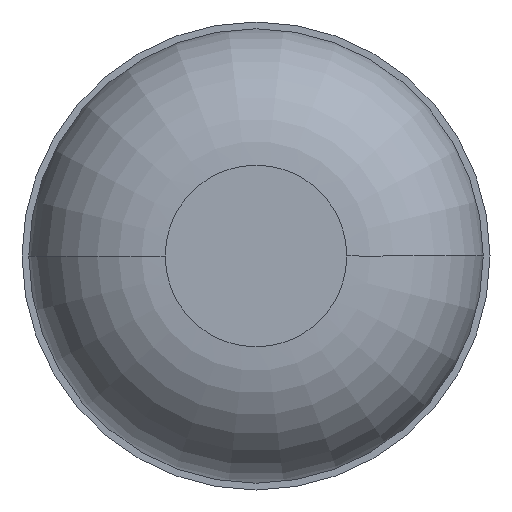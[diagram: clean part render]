
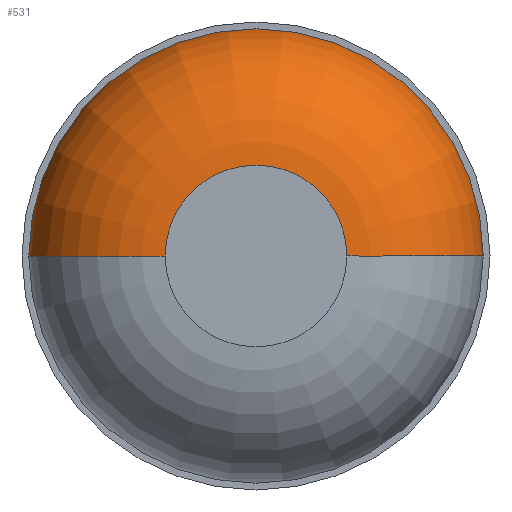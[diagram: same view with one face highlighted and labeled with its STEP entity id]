
A CAD part, left-side view. The second image highlights one B-rep face of the part: STEP entity #531.
In plain terms, the highlighted toroidal (fillet/blend) face has major radius 2 mm and minor radius 3 mm.
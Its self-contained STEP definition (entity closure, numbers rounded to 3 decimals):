
#57 = ORIENTED_EDGE ( 'NONE', *, *, #515, .F. ) ;
#68 = CIRCLE ( 'NONE', #852, 3. ) ;
#82 = AXIS2_PLACEMENT_3D ( 'NONE', #552, #653, #662 ) ;
#99 = EDGE_CURVE ( 'NONE', #1281, #1093, #390, .T. ) ;
#130 = VERTEX_POINT ( 'NONE', #593 ) ;
#179 = CIRCLE ( 'NONE', #952, 3. ) ;
#196 = DIRECTION ( 'NONE',  ( 1., 0., 0. ) ) ;
#226 = AXIS2_PLACEMENT_3D ( 'NONE', #474, #1217, #280 ) ;
#261 = CARTESIAN_POINT ( 'NONE',  ( 0., 2., 0. ) ) ;
#262 = CARTESIAN_POINT ( 'NONE',  ( 3., -5., 0. ) ) ;
#267 = DIRECTION ( 'NONE',  ( 0., 0., -1. ) ) ;
#268 = AXIS2_PLACEMENT_3D ( 'NONE', #714, #196, #1134 ) ;
#280 = DIRECTION ( 'NONE',  ( 0., 1., 0. ) ) ;
#335 = TOROIDAL_SURFACE ( 'NONE', #226, 2., 3. ) ;
#358 = CARTESIAN_POINT ( 'NONE',  ( 3., -2., 0. ) ) ;
#363 = EDGE_CURVE ( 'NONE', #130, #802, #1031, .T. ) ;
#374 = DIRECTION ( 'NONE',  ( 0., 0., 1. ) ) ;
#390 = CIRCLE ( 'NONE', #268, 2. ) ;
#436 = CARTESIAN_POINT ( 'NONE',  ( 0., -2., 0. ) ) ;
#448 = ORIENTED_EDGE ( 'NONE', *, *, #363, .F. ) ;
#474 = CARTESIAN_POINT ( 'NONE',  ( 3., 0., 0. ) ) ;
#515 = EDGE_CURVE ( 'NONE', #1281, #130, #179, .T. ) ;
#531 = ADVANCED_FACE ( 'NONE', ( #563 ), #335, .T. ) ;
#552 = CARTESIAN_POINT ( 'NONE',  ( 3., 0., 0. ) ) ;
#563 = FACE_OUTER_BOUND ( 'NONE', #647, .T. ) ;
#593 = CARTESIAN_POINT ( 'NONE',  ( 3., 5., 0. ) ) ;
#647 = EDGE_LOOP ( 'NONE', ( #730, #1364, #448, #57 ) ) ;
#653 = DIRECTION ( 'NONE',  ( 1., 0., 0. ) ) ;
#662 = DIRECTION ( 'NONE',  ( 0., 1., 0. ) ) ;
#714 = CARTESIAN_POINT ( 'NONE',  ( 0., 0., 0. ) ) ;
#730 = ORIENTED_EDGE ( 'NONE', *, *, #99, .T. ) ;
#802 = VERTEX_POINT ( 'NONE', #262 ) ;
#852 = AXIS2_PLACEMENT_3D ( 'NONE', #358, #374, #881 ) ;
#881 = DIRECTION ( 'NONE',  ( 0., -1., 0. ) ) ;
#897 = CARTESIAN_POINT ( 'NONE',  ( 3., 2., 0. ) ) ;
#952 = AXIS2_PLACEMENT_3D ( 'NONE', #897, #267, #1099 ) ;
#1031 = CIRCLE ( 'NONE', #82, 5. ) ;
#1093 = VERTEX_POINT ( 'NONE', #436 ) ;
#1099 = DIRECTION ( 'NONE',  ( -1., 0., 0. ) ) ;
#1134 = DIRECTION ( 'NONE',  ( 0., 1., 0. ) ) ;
#1203 = EDGE_CURVE ( 'NONE', #1093, #802, #68, .T. ) ;
#1217 = DIRECTION ( 'NONE',  ( 1., 0., 0. ) ) ;
#1281 = VERTEX_POINT ( 'NONE', #261 ) ;
#1364 = ORIENTED_EDGE ( 'NONE', *, *, #1203, .T. ) ;
